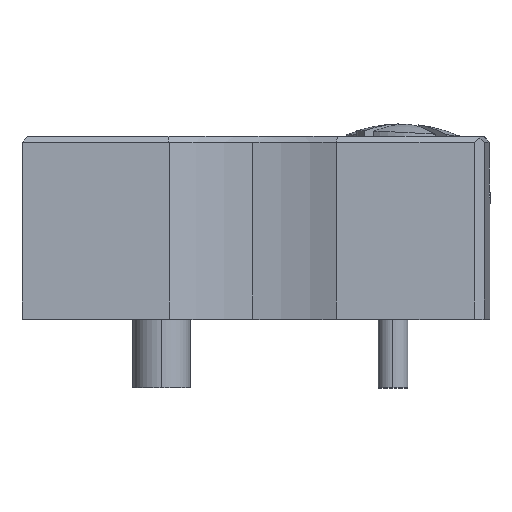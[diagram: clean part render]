
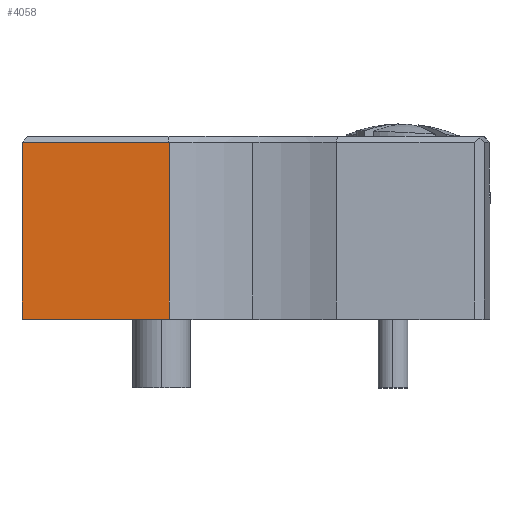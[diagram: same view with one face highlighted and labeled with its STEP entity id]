
A CAD part, top view. The second image highlights one B-rep face of the part: STEP entity #4058.
In plain terms, the highlighted planar face has unit normal (0, 0, 1).
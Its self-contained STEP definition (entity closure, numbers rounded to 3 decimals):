
#151 = AXIS2_PLACEMENT_3D ( 'NONE', #5206, #3025, #849 ) ;
#472 = VERTEX_POINT ( 'NONE', #3008 ) ;
#738 = FACE_OUTER_BOUND ( 'NONE', #2101, .T. ) ;
#849 = DIRECTION ( 'NONE',  ( -1., 0., 0. ) ) ;
#968 = EDGE_CURVE ( 'NONE', #472, #1230, #3757, .T. ) ;
#1001 = CARTESIAN_POINT ( 'NONE',  ( 0., 0., 0. ) ) ;
#1041 = CARTESIAN_POINT ( 'NONE',  ( 6.449, 0., 0. ) ) ;
#1230 = VERTEX_POINT ( 'NONE', #3877 ) ;
#1596 = DIRECTION ( 'NONE',  ( -1., 0., 0. ) ) ;
#1779 = VECTOR ( 'NONE', #1596, 1000. ) ;
#1938 = LINE ( 'NONE', #1041, #1991 ) ;
#1991 = VECTOR ( 'NONE', #3148, 1000. ) ;
#2059 = EDGE_CURVE ( 'NONE', #472, #5064, #3317, .T. ) ;
#2101 = EDGE_LOOP ( 'NONE', ( #5094, #3608, #4190, #3555 ) ) ;
#2613 = DIRECTION ( 'NONE',  ( 0., -1., 0. ) ) ;
#2619 = EDGE_CURVE ( 'NONE', #4387, #5064, #1938, .T. ) ;
#2644 = CARTESIAN_POINT ( 'NONE',  ( 6.449, 8., 0. ) ) ;
#3008 = CARTESIAN_POINT ( 'NONE',  ( 6.449, 7.75, 0. ) ) ;
#3025 = DIRECTION ( 'NONE',  ( 0., 0., -1. ) ) ;
#3148 = DIRECTION ( 'NONE',  ( 1., 0., 0. ) ) ;
#3179 = EDGE_CURVE ( 'NONE', #1230, #4387, #3411, .T. ) ;
#3249 = CARTESIAN_POINT ( 'NONE',  ( 6.449, 0., 0. ) ) ;
#3317 = LINE ( 'NONE', #2644, #3324 ) ;
#3324 = VECTOR ( 'NONE', #2613, 1000. ) ;
#3411 = LINE ( 'NONE', #4701, #4167 ) ;
#3555 = ORIENTED_EDGE ( 'NONE', *, *, #2619, .T. ) ;
#3608 = ORIENTED_EDGE ( 'NONE', *, *, #968, .T. ) ;
#3757 = LINE ( 'NONE', #5498, #1779 ) ;
#3877 = CARTESIAN_POINT ( 'NONE',  ( 0., 7.75, 0. ) ) ;
#4058 = ADVANCED_FACE ( 'NONE', ( #738 ), #4213, .F. ) ;
#4167 = VECTOR ( 'NONE', #4618, 1000. ) ;
#4190 = ORIENTED_EDGE ( 'NONE', *, *, #3179, .T. ) ;
#4213 = PLANE ( 'NONE',  #151 ) ;
#4387 = VERTEX_POINT ( 'NONE', #1001 ) ;
#4618 = DIRECTION ( 'NONE',  ( 0., -1., 0. ) ) ;
#4701 = CARTESIAN_POINT ( 'NONE',  ( 0., 8., 0. ) ) ;
#5064 = VERTEX_POINT ( 'NONE', #3249 ) ;
#5094 = ORIENTED_EDGE ( 'NONE', *, *, #2059, .F. ) ;
#5206 = CARTESIAN_POINT ( 'NONE',  ( 6.449, 8., 0. ) ) ;
#5498 = CARTESIAN_POINT ( 'NONE',  ( 6.449, 7.75, 0. ) ) ;
